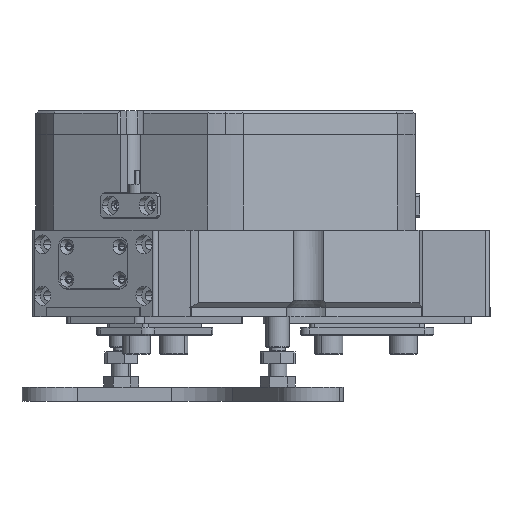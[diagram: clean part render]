
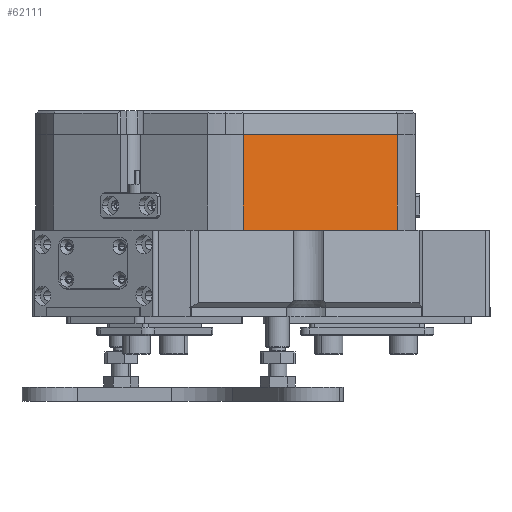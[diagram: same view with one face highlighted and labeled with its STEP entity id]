
A CAD part, front view. The second image highlights one B-rep face of the part: STEP entity #62111.
In plain terms, the highlighted planar face has unit normal (0.5, -0.866, 0).
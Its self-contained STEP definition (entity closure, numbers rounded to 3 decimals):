
#2580 = VECTOR ( 'NONE', #40625, 1000. ) ;
#4672 = DIRECTION ( 'NONE',  ( -0.866, -0.5, 0. ) ) ;
#5227 = LINE ( 'NONE', #68627, #2580 ) ;
#6120 = EDGE_CURVE ( 'NONE', #72459, #8777, #5227, .T. ) ;
#8777 = VERTEX_POINT ( 'NONE', #14535 ) ;
#12792 = DIRECTION ( 'NONE',  ( -0.866, -0.5, 0. ) ) ;
#12917 = CARTESIAN_POINT ( 'NONE',  ( -7.556, -83.251, 212. ) ) ;
#14397 = VECTOR ( 'NONE', #30270, 1000. ) ;
#14535 = CARTESIAN_POINT ( 'NONE',  ( 58.381, -45.182, 171. ) ) ;
#16002 = DIRECTION ( 'NONE',  ( -0.5, 0.866, 0. ) ) ;
#16243 = DIRECTION ( 'NONE',  ( -0.866, -0.5, 0. ) ) ;
#16997 = VECTOR ( 'NONE', #4672, 1000. ) ;
#20367 = EDGE_LOOP ( 'NONE', ( #67566, #25055, #55231, #68328 ) ) ;
#25055 = ORIENTED_EDGE ( 'NONE', *, *, #58302, .F. ) ;
#27069 = CARTESIAN_POINT ( 'NONE',  ( 25.412, -64.216, 212. ) ) ;
#29065 = CARTESIAN_POINT ( 'NONE',  ( -7.556, -83.251, 171. ) ) ;
#30270 = DIRECTION ( 'NONE',  ( 0., 0., 1. ) ) ;
#31243 = LINE ( 'NONE', #27069, #16997 ) ;
#35792 = VECTOR ( 'NONE', #12792, 1000. ) ;
#38515 = CARTESIAN_POINT ( 'NONE',  ( 58.381, -45.182, 212. ) ) ;
#40625 = DIRECTION ( 'NONE',  ( 0., 0., -1. ) ) ;
#41469 = CARTESIAN_POINT ( 'NONE',  ( -7.556, -83.251, 212. ) ) ;
#44689 = LINE ( 'NONE', #41469, #14397 ) ;
#50358 = PLANE ( 'NONE',  #73315 ) ;
#50887 = VERTEX_POINT ( 'NONE', #29065 ) ;
#51905 = LINE ( 'NONE', #69570, #35792 ) ;
#52051 = VERTEX_POINT ( 'NONE', #12917 ) ;
#55231 = ORIENTED_EDGE ( 'NONE', *, *, #65407, .F. ) ;
#55355 = CARTESIAN_POINT ( 'NONE',  ( 77.374, -34.216, 231.198 ) ) ;
#58302 = EDGE_CURVE ( 'NONE', #50887, #52051, #44689, .T. ) ;
#62111 = ADVANCED_FACE ( 'NONE', ( #64756 ), #50358, .F. ) ;
#64756 = FACE_OUTER_BOUND ( 'NONE', #20367, .T. ) ;
#65407 = EDGE_CURVE ( 'NONE', #8777, #50887, #51905, .T. ) ;
#67566 = ORIENTED_EDGE ( 'NONE', *, *, #73600, .T. ) ;
#68328 = ORIENTED_EDGE ( 'NONE', *, *, #6120, .F. ) ;
#68627 = CARTESIAN_POINT ( 'NONE',  ( 58.381, -45.182, 212. ) ) ;
#69570 = CARTESIAN_POINT ( 'NONE',  ( 77.374, -34.216, 171. ) ) ;
#72459 = VERTEX_POINT ( 'NONE', #38515 ) ;
#73315 = AXIS2_PLACEMENT_3D ( 'NONE', #55355, #16002, #16243 ) ;
#73600 = EDGE_CURVE ( 'NONE', #72459, #52051, #31243, .T. ) ;
